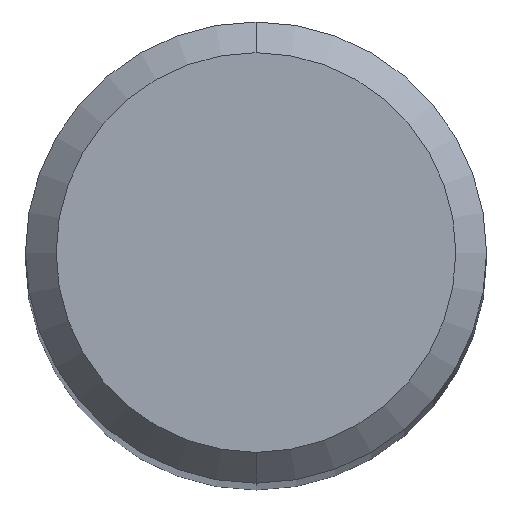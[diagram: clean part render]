
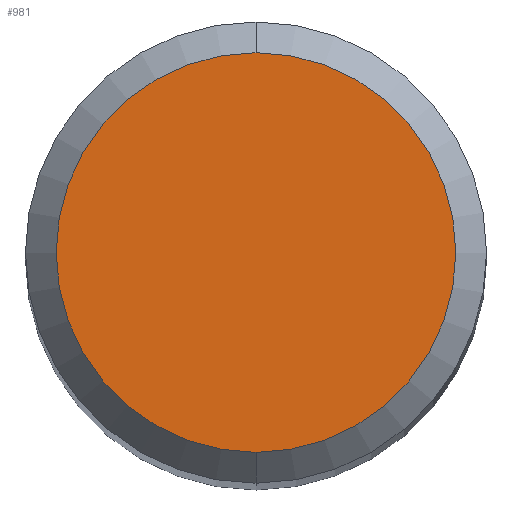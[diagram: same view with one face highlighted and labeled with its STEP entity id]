
A CAD part, top view. The second image highlights one B-rep face of the part: STEP entity #981.
In plain terms, the highlighted planar face has unit normal (0, 0, 1).
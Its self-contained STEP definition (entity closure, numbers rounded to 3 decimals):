
#571=VERTEX_POINT('',#1548);
#673=VERTEX_POINT('',#1659);
#945=EDGE_CURVE('',#571,#673,#1954,.T.);
#981=ADVANCED_FACE('',(#1992),#1993,.T.);
#1147=EDGE_CURVE('',#673,#571,#2178,.T.);
#1548=CARTESIAN_POINT('',(0.0,2.6,0.0));
#1659=CARTESIAN_POINT('',(0.,-2.6,0.0));
#1954=CIRCLE('',#7669,2.6);
#1992=FACE_OUTER_BOUND('',#8105,.T.);
#1993=PLANE('',#8106);
#2178=CIRCLE('',#10665,2.6);
#7669=AXIS2_PLACEMENT_3D('',#13221,#13222,#13223);
#8105=EDGE_LOOP('',(#13246,#13247));
#8106=AXIS2_PLACEMENT_3D('',#13248,#13249,#13250);
#10665=AXIS2_PLACEMENT_3D('',#13460,#13461,#13462);
#13221=CARTESIAN_POINT('',(0.0,0.0,0.0));
#13222=DIRECTION('',(0.0,0.0,-1.0));
#13223=DIRECTION('',(0.0,1.0,0.0));
#13246=ORIENTED_EDGE('',*,*,#945,.F.);
#13247=ORIENTED_EDGE('',*,*,#1147,.F.);
#13248=CARTESIAN_POINT('',(0.0,1.3,0.0));
#13249=DIRECTION('',(-0.0,0.0,1.0));
#13250=DIRECTION('',(0.0,-1.0,0.0));
#13460=CARTESIAN_POINT('',(0.0,0.0,0.0));
#13461=DIRECTION('',(0.0,0.0,-1.0));
#13462=DIRECTION('',(0.0,1.0,0.0));
